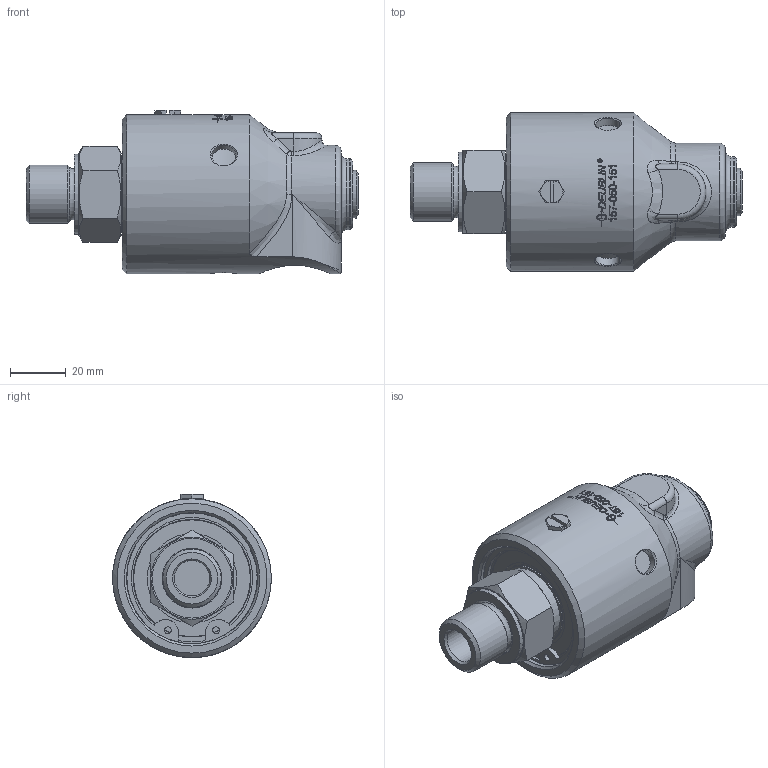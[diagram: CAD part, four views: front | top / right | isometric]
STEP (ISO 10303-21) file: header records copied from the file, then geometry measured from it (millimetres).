
FILE_DESCRIPTION((''),'2;1');
FILE_NAME('157-050-151-IC.stp','2015-02-11T14:03:00',('mvelte'),(''),'Autodesk Inventor 2013','Autodesk Inventor 2013','');
FILE_SCHEMA(('AUTOMOTIVE_DESIGN { 1 0 10303 214 1 1 1 1 }'));
Length unit declared in the file: millimetre
Products named in the file (1): 157-050-151-IC
Bounding box: 119.16 x 56.99 x 58.59 mm (x, y, z)
Volume: 166223.5 mm3; surface area: 28383 mm2
Topology: 1 solids, 5 shells, 494 faces, 1277 edges, 833 vertices
Faces by surface type: bspline 230, plane 149, cylinder 70, cone 34, torus 11
Full cylindrical faces by diameter (mm): 2.48 x2, 3.12 x2, 8.6 x3, 12.7 x1, 17.475 x1, 19.05 x1, 20.955 x1, 21.4 x1, 24.4 x1, 25.4 x2, 27.8 x1, 28.6 x1, 32.1 x1, 41.9 x1, 42.2 x1, 47.07 x1, 57 x1
Entity records: 53803 total; most frequent: CARTESIAN_POINT 43556, ORIENTED_EDGE 2414, DIRECTION 1341, EDGE_CURVE 1207, VERTEX_POINT 813, EDGE_LOOP 594, B_SPLINE_CURVE_WITH_KNOTS 555, FACE_OUTER_BOUND 494
